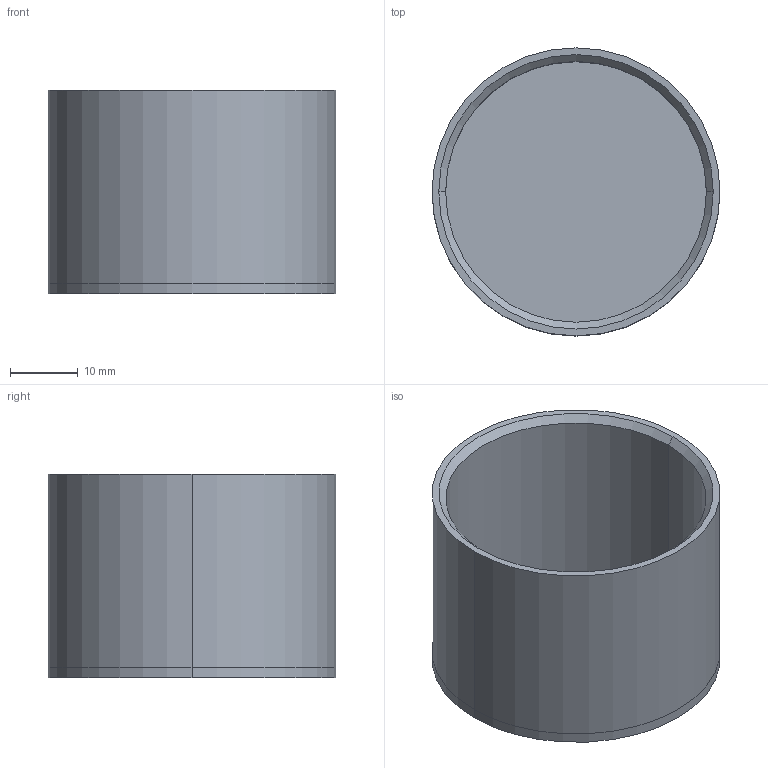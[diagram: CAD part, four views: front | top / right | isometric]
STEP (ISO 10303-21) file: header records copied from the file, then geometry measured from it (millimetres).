
FILE_DESCRIPTION (( 'STEP AP203' ), '1' );
FILE_NAME ('A20_0729-042-R.STEP', '2021-11-29T13:37:06', ( '' ), ( '' ), 'SwSTEP 2.0', 'SolidWorks 2019', '' );
FILE_SCHEMA (( 'CONFIG_CONTROL_DESIGN' ));
Length unit declared in the file: millimetre
Products named in the file (3): A20_0729-042-R.P2; A20_0729-042-R; A20_0729-042-R.P1
Assembly tree (2 placements, depth 2):
  A20_0729-042-R
    A20_0729-042-R.P1
    A20_0729-042-R.P2
Bounding box: 42.4 x 42.4 x 30 mm (x, y, z)
Volume: 9291 mm3; surface area: 10696.5 mm2
Topology: 2 solids, 2 shells, 12 faces, 22 edges, 14 vertices
Faces by surface type: cylinder 6, plane 4, cone 2
Entity records: 613 total; most frequent: DIRECTION 70, CARTESIAN_POINT 53, ORIENTED_EDGE 44, AXIS2_PLACEMENT_3D 31, PERSON_AND_ORGANIZATION 26, EDGE_CURVE 22, CALENDAR_DATE 19, COORDINATED_UNIVERSAL_TIME_OFFSET 19
